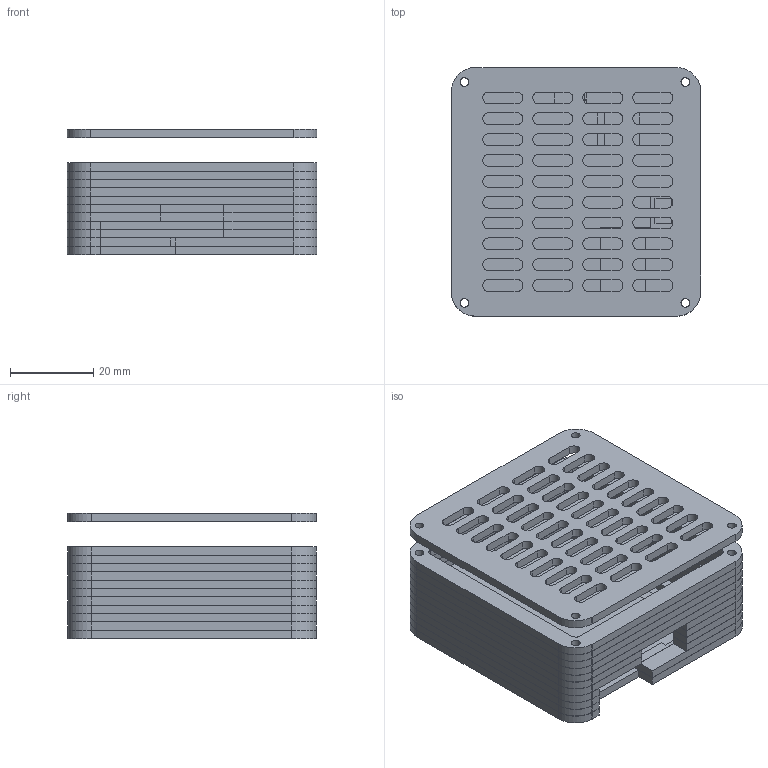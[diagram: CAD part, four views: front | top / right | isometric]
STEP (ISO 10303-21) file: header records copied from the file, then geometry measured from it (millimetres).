
FILE_DESCRIPTION(/* description */ (''),/* implementation_level */ '2;1');
FILE_NAME(/* name */ '',/* time_stamp */ '2023-06-11T17:30:20+01:00',/* author */ (''),/* organization */ (''),/* preprocessor_version */ 'ST-DEVELOPER v19.2',/* originating_system */ 'Autodesk Translation Framework v12.6.0.85',/* authorisation */ '');
FILE_SCHEMA (('AUTOMOTIVE_DESIGN { 1 0 10303 214 3 1 1 }'));
Length unit declared in the file: millimetre
Products named in the file (1): 3D_Zero_PCB_2023-06-11
Bounding box: 59.91 x 59.65 x 30.04 mm (x, y, z)
Volume: 41316.6 mm3; surface area: 52568 mm2
Topology: 12 solids, 12 shells, 519 faces, 1484 edges, 988 vertices
Faces by surface type: plane 303, cylinder 216
Full cylindrical faces by diameter (mm): 2.1 x48
Entity records: 17430 total; most frequent: CARTESIAN_POINT 2992, ORIENTED_EDGE 2968, DIRECTION 2956, EDGE_CURVE 1484, LINE 1052, VECTOR 1052, VERTEX_POINT 988, AXIS2_PLACEMENT_3D 952
